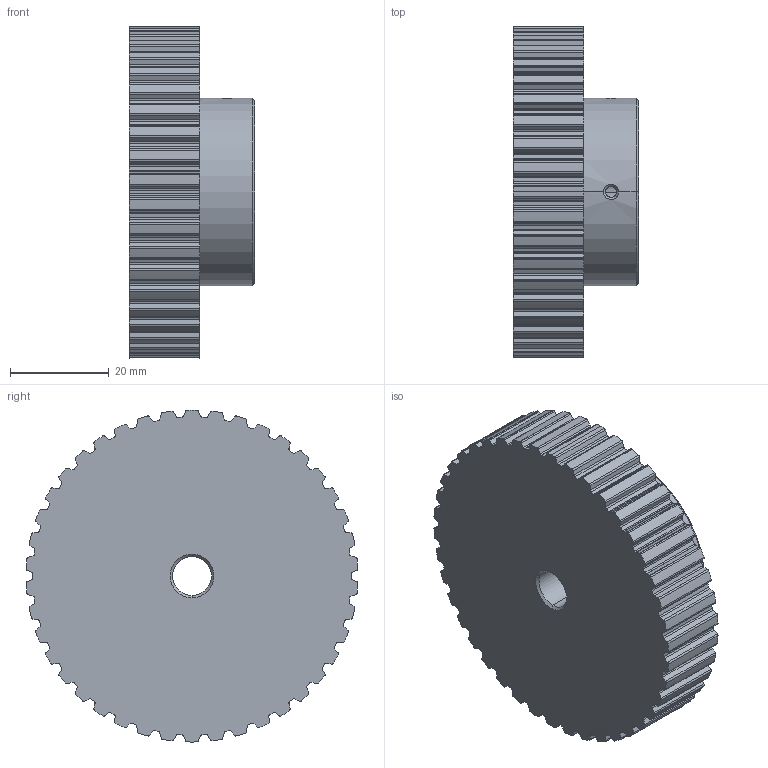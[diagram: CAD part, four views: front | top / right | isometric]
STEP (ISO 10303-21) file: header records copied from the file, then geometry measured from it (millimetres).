
FILE_DESCRIPTION (( 'STEP AP214' ), '1' );
FILE_NAME ('APB42XL037B-312.step', '2015-04-08T20:59:34', ( '' ), ( '' ), 'SwSTEP 2.0', 'SolidWorks 2014', '' );
FILE_SCHEMA (( 'AUTOMOTIVE_DESIGN' ));
Length unit declared in the file: inch
Products named in the file (1): APB42XL037B-312
Bounding box: 25.4 x 67.34 x 67.41 mm (x, y, z)
Volume: 60496.1 mm3; surface area: 12854.3 mm2
Topology: 1 solids, 1 shells, 390 faces, 1156 edges, 767 vertices
Faces by surface type: cylinder 293, plane 87, cone 6, bspline 4
Entity records: 15369 total; most frequent: CARTESIAN_POINT 4345, DIRECTION 2495, ORIENTED_EDGE 2312, EDGE_CURVE 1156, AXIS2_PLACEMENT_3D 971, VERTEX_POINT 767, CIRCLE 584, VECTOR 553
